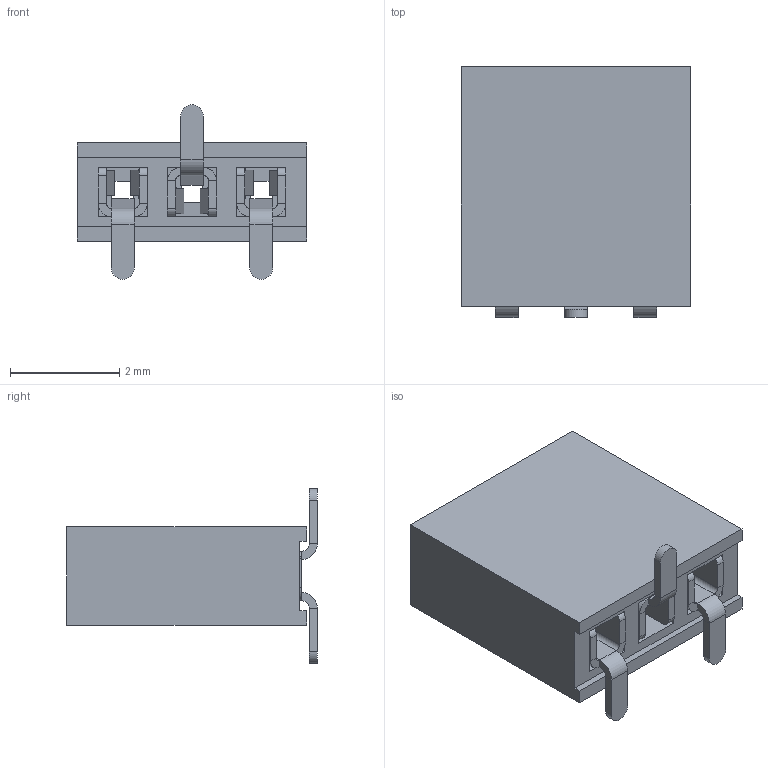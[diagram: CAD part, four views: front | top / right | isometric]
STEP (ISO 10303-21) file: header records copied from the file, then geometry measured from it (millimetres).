
FILE_DESCRIPTION(/* description */ (''),/* implementation_level */ '2;1');
FILE_NAME(/* name */ 'm50-3140345_asm modified v2.step',/* time_stamp */ '2020-03-02T11:24:38+08:00',/* author */ (''),/* organization */ (''),/* preprocessor_version */ 'ST-DEVELOPER v18',/* originating_system */ 'Autodesk Translation Framework v8.12.0.6',/* authorisation */ '');
FILE_SCHEMA (('AUTOMOTIVE_DESIGN { 1 0 10303 214 3 1 1 }'));
Length unit declared in the file: millimetre
Products named in the file (3): m50-3140345_asm modified; M50-31403_MOULD; M50-314_CONTACT
Assembly tree (4 placements, depth 2):
  m50-3140345_asm modified
    M50-31403_MOULD
    M50-314_CONTACT  x3
Bounding box: 4.21 x 4.6 x 3.2 mm (x, y, z)
Volume: 25.2 mm3; surface area: 155.3 mm2
Topology: 4 solids, 4 shells, 307 faces, 750 edges, 454 vertices
Faces by surface type: plane 208, cylinder 99
Entity records: 4144 total; most frequent: CARTESIAN_POINT 832, DIRECTION 662, ORIENTED_EDGE 660, EDGE_CURVE 330, LINE 256, VECTOR 256, AXIS2_PLACEMENT_3D 203, VERTEX_POINT 202
